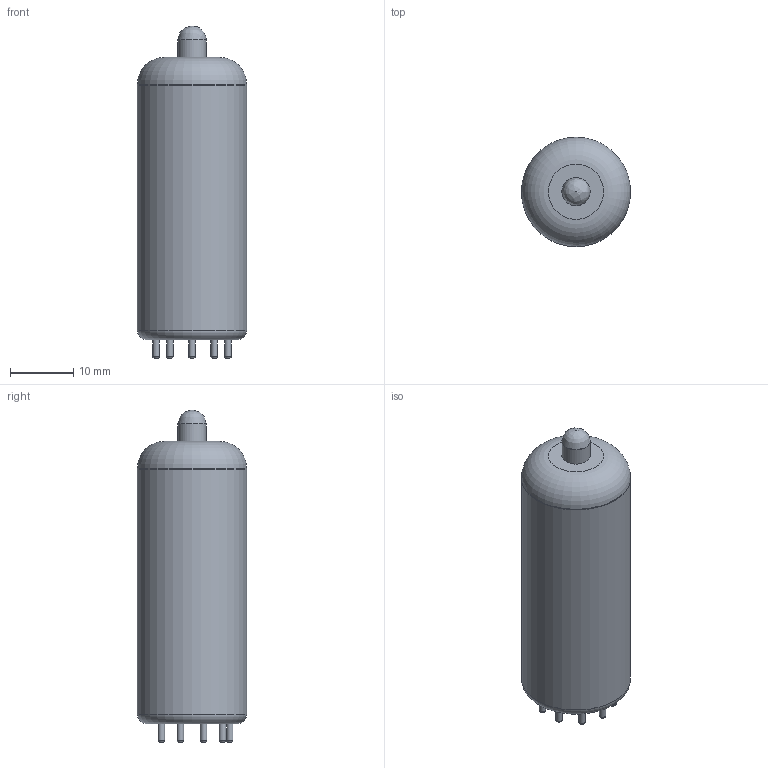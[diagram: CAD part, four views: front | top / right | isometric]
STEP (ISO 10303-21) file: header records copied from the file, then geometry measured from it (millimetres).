
FILE_DESCRIPTION(/* description */ ('model of Valve_Tube_Decar-B10G-D11.89mm_Pin'),/* implementation_level */ '2;1');
FILE_NAME(/* name */ 'Valve_Tube_Decar-B10G-D11.89mm_Pin.step',/* time_stamp */ '2018-11-25T11:53:23',/* author */ ('kicad StepUp','ksu'),/* organization */ ('FreeCAD'),/* preprocessor_version */ 'OCC',/* originating_system */ 'kicad StepUp',/* authorisation */ '');
FILE_SCHEMA(('AUTOMOTIVE_DESIGN { 1 0 10303 214 1 1 1 1 }'));
Length unit declared in the file: millimetre
Products named in the file (1): Valve_Tube_Decar_B10G_D1189mm_Pin
Bounding box: 17.2 x 17.2 x 52.3 mm (x, y, z)
Volume: 1675.6 mm3; surface area: 6945.7 mm2
Topology: 2 solids, 3 shells, 96 faces, 178 edges, 107 vertices
Faces by surface type: cylinder 41, plane 36, torus 13, revolution 5, offset 1
Full cylindrical faces by diameter (mm): 1 x8, 1.016 x18, 4.25 x1, 4.45 x1, 16 x1, 17 x2, 17.2 x2
Entity records: 3331 total; most frequent: CARTESIAN_POINT 650, DIRECTION 468, ORIENTED_EDGE 350, AXIS2_PLACEMENT_3D 203, EDGE_CURVE 175, FACE_BOUND 124, EDGE_LOOP 124, VERTEX_POINT 107
